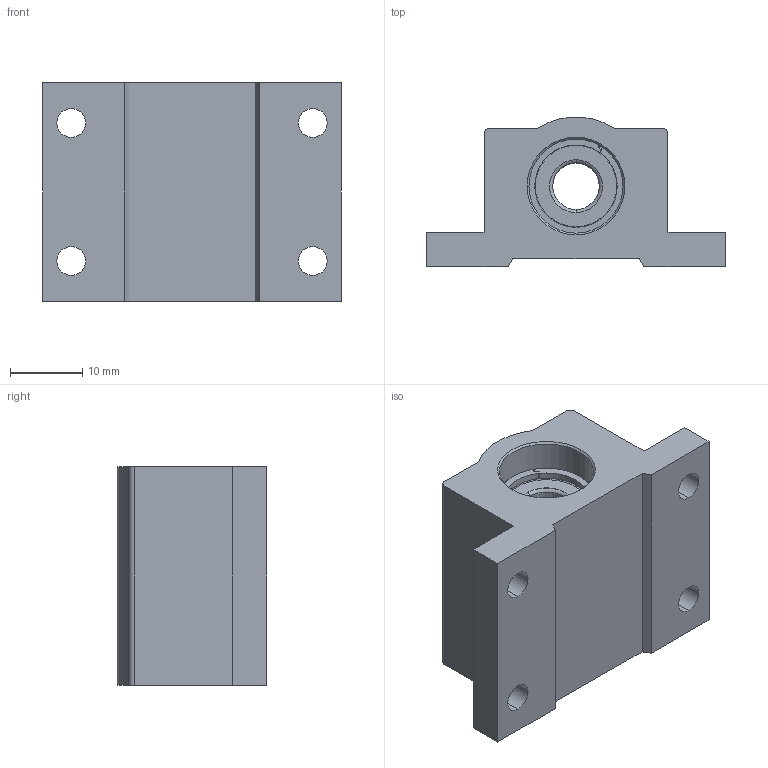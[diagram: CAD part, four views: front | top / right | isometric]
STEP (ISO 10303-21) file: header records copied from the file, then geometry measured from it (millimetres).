
FILE_DESCRIPTION (( 'STEP AP214' ), '1' );
FILE_NAME ('PillowBlock_700BA16C80.step', '2022-08-08T12:17:06', ( '' ), ( '' ), 'SwSTEP 2.0', 'SolidWorks 2019', '' );
FILE_SCHEMA (( 'AUTOMOTIVE_DESIGN' ));
Length unit declared in the file: inch
Products named in the file (3): mwiOuQIXgF_CADModel_0; PillowBlock_700BA16C80
Assembly tree (1 placements, depth 2):
  mwiOuQIXgF_CADModel_0
  PillowBlock_700BA16C80
    mwiOuQIXgF_CADModel_0
Bounding box: 41.27 x 20.62 x 30.16 mm (x, y, z)
Volume: 14145.1 mm3; surface area: 8954 mm2
Topology: 7 solids, 7 shells, 164 faces, 390 edges, 246 vertices
Faces by surface type: cylinder 71, plane 45, cone 28, torus 12, bspline 8
Entity records: 7197 total; most frequent: CARTESIAN_POINT 949, DIRECTION 912, ORIENTED_EDGE 780, EDGE_CURVE 390, AXIS2_PLACEMENT_3D 369, VERTEX_POINT 246, CIRCLE 208, EDGE_LOOP 188
